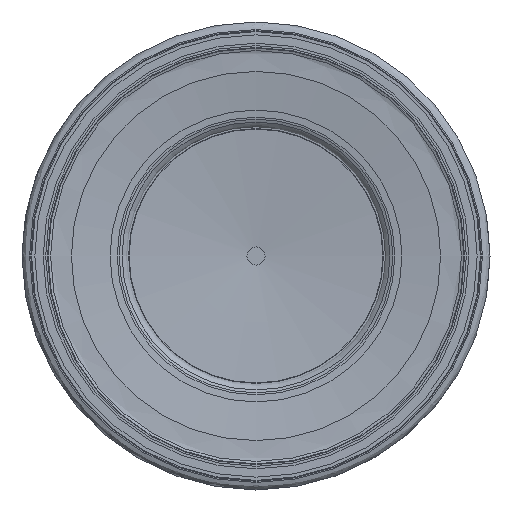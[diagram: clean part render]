
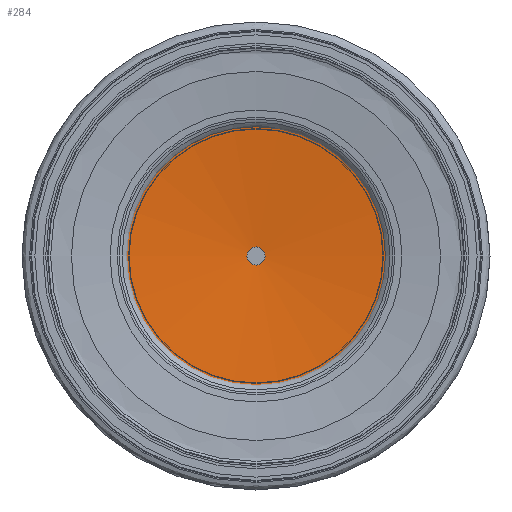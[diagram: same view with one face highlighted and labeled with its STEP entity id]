
A CAD part, left-side view. The second image highlights one B-rep face of the part: STEP entity #284.
In plain terms, the highlighted conical face has half-angle 85 degrees and reference radius 15.638 mm.
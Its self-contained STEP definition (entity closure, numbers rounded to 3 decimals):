
#284=ADVANCED_FACE('',(#379,#380),#361,.F.);
#361=CONICAL_SURFACE('',#1112,15.638,85.);
#379=FACE_BOUND('',#528,.T.);
#380=FACE_BOUND('',#529,.T.);
#528=EDGE_LOOP('',(#689));
#529=EDGE_LOOP('',(#690));
#689=ORIENTED_EDGE('',*,*,#945,.T.);
#690=ORIENTED_EDGE('',*,*,#943,.T.);
#859=VERTEX_POINT('',#1491);
#861=VERTEX_POINT('',#1497);
#943=EDGE_CURVE('',#859,#859,#1024,.T.);
#945=EDGE_CURVE('',#861,#861,#1026,.T.);
#1024=CIRCLE('',#1107,15.638);
#1026=CIRCLE('',#1111,0.778);
#1107=AXIS2_PLACEMENT_3D('',#1490,#1224,#1225);
#1111=AXIS2_PLACEMENT_3D('',#1496,#1232,#1233);
#1112=AXIS2_PLACEMENT_3D('',#1498,#1234,#1235);
#1224=DIRECTION('',(-1.,0.,0.));
#1225=DIRECTION('',(0.,1.,0.));
#1232=DIRECTION('',(1.,0.,0.));
#1233=DIRECTION('',(0.,0.,1.));
#1234=DIRECTION('',(-1.,0.,0.));
#1235=DIRECTION('',(0.,0.,-1.));
#1490=CARTESIAN_POINT('',(0.,0.,0.));
#1491=CARTESIAN_POINT('',(0.,15.638,0.));
#1496=CARTESIAN_POINT('',(1.3,0.,0.));
#1497=CARTESIAN_POINT('',(1.3,0.,0.778));
#1498=CARTESIAN_POINT('',(0.,0.,0.));
